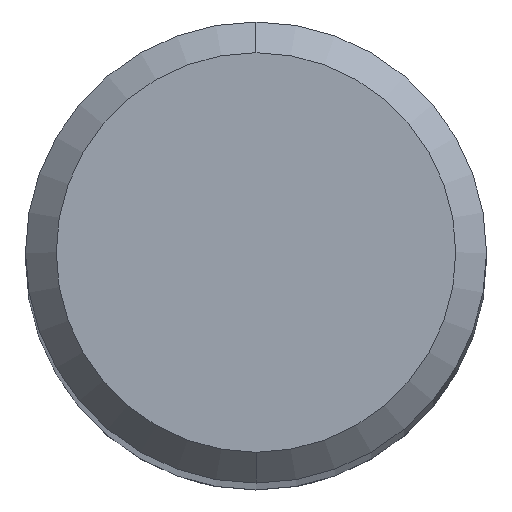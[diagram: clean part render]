
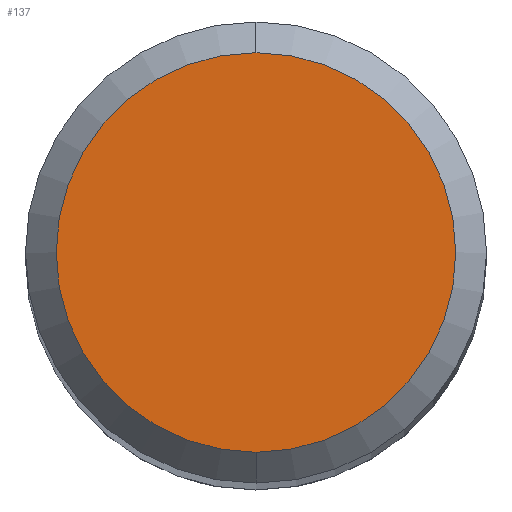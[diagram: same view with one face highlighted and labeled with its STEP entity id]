
A CAD part, top view. The second image highlights one B-rep face of the part: STEP entity #137.
In plain terms, the highlighted planar face has unit normal (0, 0, 1).
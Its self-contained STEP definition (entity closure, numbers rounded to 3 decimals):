
#109=EDGE_CURVE('',#151,#147,#227,.T.);
#113=EDGE_CURVE('',#147,#151,#231,.T.);
#137=ADVANCED_FACE('',(#260),#261,.T.);
#147=VERTEX_POINT('',#271);
#151=VERTEX_POINT('',#276);
#227=CIRCLE('',#353,2.6);
#231=CIRCLE('',#358,2.6);
#260=FACE_OUTER_BOUND('',#390,.T.);
#261=PLANE('',#391);
#271=CARTESIAN_POINT('',(0.0,2.6,0.0));
#276=CARTESIAN_POINT('',(0.,-2.6,0.0));
#353=AXIS2_PLACEMENT_3D('',#485,#486,#487);
#358=AXIS2_PLACEMENT_3D('',#488,#489,#490);
#390=EDGE_LOOP('',(#538,#539));
#391=AXIS2_PLACEMENT_3D('',#540,#541,#542);
#485=CARTESIAN_POINT('',(0.0,0.0,0.0));
#486=DIRECTION('',(0.0,0.0,-1.0));
#487=DIRECTION('',(0.0,1.0,0.0));
#488=CARTESIAN_POINT('',(0.0,0.0,0.0));
#489=DIRECTION('',(0.0,0.0,-1.0));
#490=DIRECTION('',(0.0,1.0,0.0));
#538=ORIENTED_EDGE('',*,*,#113,.F.);
#539=ORIENTED_EDGE('',*,*,#109,.F.);
#540=CARTESIAN_POINT('',(0.0,1.3,0.0));
#541=DIRECTION('',(-0.0,0.0,1.0));
#542=DIRECTION('',(0.0,-1.0,0.0));
